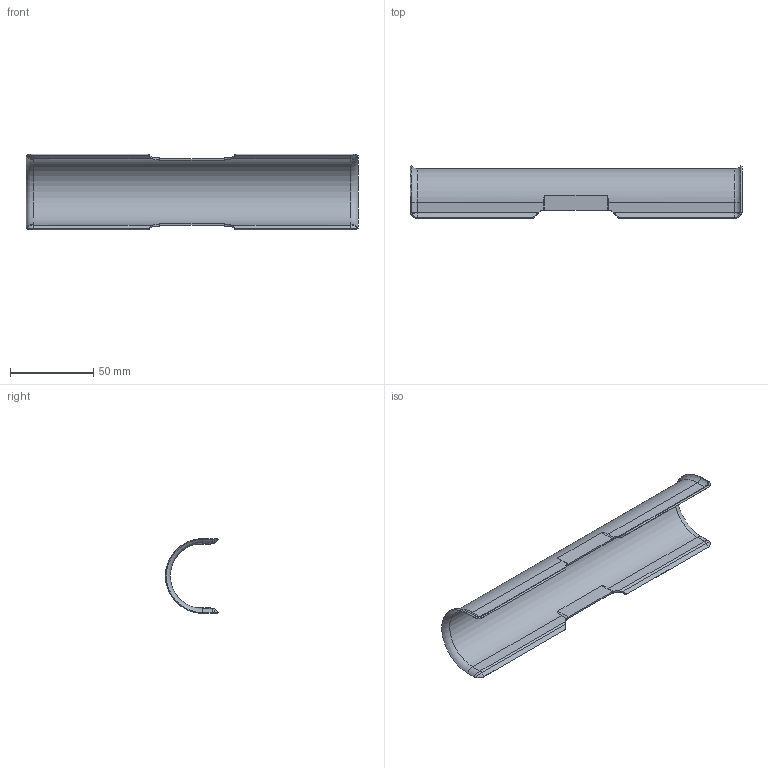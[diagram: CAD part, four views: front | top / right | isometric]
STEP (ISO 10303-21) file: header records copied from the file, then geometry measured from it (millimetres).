
FILE_DESCRIPTION (( 'STEP AP214' ), '1' );
FILE_NAME ('1195840.stp', '2017-02-22T09:08:48', ( '' ), ( '' ), 'SwSTEP 2.0', 'SolidWorks 2016', '' );
FILE_SCHEMA (( 'AUTOMOTIVE_DESIGN' ));
Length unit declared in the file: millimetre
Products named in the file (1): 1195840
Bounding box: 199.49 x 32 x 45.41 mm (x, y, z)
Volume: 16082.4 mm3; surface area: 32740.5 mm2
Topology: 1 solids, 1 shells, 126 faces, 276 edges, 152 vertices
Faces by surface type: plane 54, cylinder 42, bspline 24, torus 4, cone 2
Entity records: 3832 total; most frequent: CARTESIAN_POINT 1331, ORIENTED_EDGE 552, DIRECTION 458, EDGE_CURVE 276, VECTOR 164, LINE 164, VERTEX_POINT 152, AXIS2_PLACEMENT_3D 147
